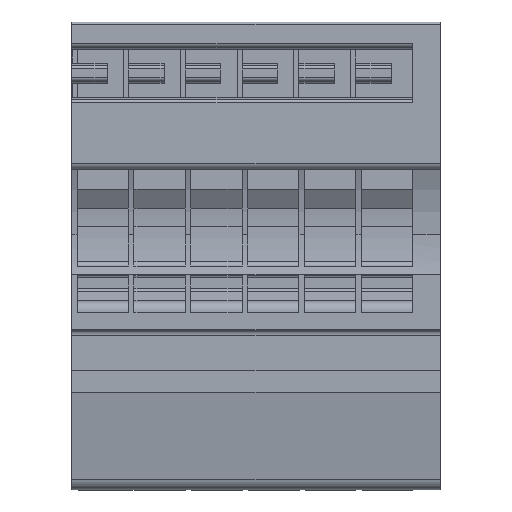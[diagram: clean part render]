
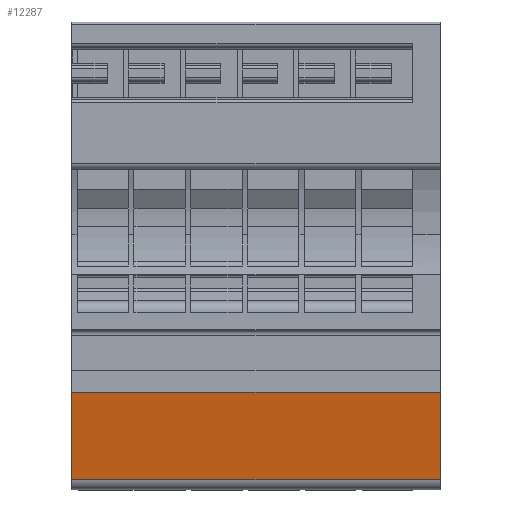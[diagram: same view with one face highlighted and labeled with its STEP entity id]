
A CAD part, front view. The second image highlights one B-rep face of the part: STEP entity #12287.
In plain terms, the highlighted planar face has unit normal (0, -0.985, -0.174).
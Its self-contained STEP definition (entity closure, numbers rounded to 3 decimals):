
#12274=AXIS2_PLACEMENT_3D('Plane Axis2P3D',#12271,#12272,#12273) ;
#2819=CARTESIAN_POINT('Vertex',(0.,3.083,0.909)) ;
#2822=CARTESIAN_POINT('Line Origine',(0.,2.391,4.83)) ;
#2826=CARTESIAN_POINT('Vertex',(0.,1.7,8.751)) ;
#3183=CARTESIAN_POINT('Vertex',(33.1,1.7,8.751)) ;
#3186=CARTESIAN_POINT('Line Origine',(33.1,2.391,4.83)) ;
#3190=CARTESIAN_POINT('Vertex',(33.1,3.083,0.909)) ;
#3389=CARTESIAN_POINT('Line Origine',(33.1,3.083,0.909)) ;
#12271=CARTESIAN_POINT('Axis2P3D Location',(33.1,1.7,8.751)) ;
#12276=CARTESIAN_POINT('Line Origine',(16.55,1.7,8.751)) ;
#2823=DIRECTION('Vector Direction',(0.,0.174,-0.985)) ;
#3187=DIRECTION('Vector Direction',(0.,0.174,-0.985)) ;
#3390=DIRECTION('Vector Direction',(1.,0.,0.)) ;
#12272=DIRECTION('Axis2P3D Direction',(-0.,0.985,0.174)) ;
#12273=DIRECTION('Axis2P3D XDirection',(0.,-0.174,0.985)) ;
#12277=DIRECTION('Vector Direction',(-1.,0.,0.)) ;
#2824=VECTOR('Line Direction',#2823,1.) ;
#3188=VECTOR('Line Direction',#3187,1.) ;
#3391=VECTOR('Line Direction',#3390,1.) ;
#12278=VECTOR('Line Direction',#12277,1.) ;
#12282=ORIENTED_EDGE('',*,*,#2828,.T.) ;
#12283=ORIENTED_EDGE('',*,*,#3393,.F.) ;
#12284=ORIENTED_EDGE('',*,*,#3192,.F.) ;
#12285=ORIENTED_EDGE('',*,*,#12280,.T.) ;
#12287=ADVANCED_FACE('V1',(#12286),#12275,.F.) ;
#2828=EDGE_CURVE('',#2827,#2820,#2825,.T.) ;
#3192=EDGE_CURVE('',#3184,#3191,#3189,.T.) ;
#3393=EDGE_CURVE('',#3191,#2820,#3392,.F.) ;
#12280=EDGE_CURVE('',#3184,#2827,#12279,.T.) ;
#12281=EDGE_LOOP('',(#12282,#12283,#12284,#12285)) ;
#12286=FACE_OUTER_BOUND('',#12281,.T.) ;
#2825=LINE('Line',#2822,#2824) ;
#3189=LINE('Line',#3186,#3188) ;
#3392=LINE('Line',#3389,#3391) ;
#12279=LINE('Line',#12276,#12278) ;
#12275=PLANE('',#12274) ;
#2820=VERTEX_POINT('',#2819) ;
#2827=VERTEX_POINT('',#2826) ;
#3184=VERTEX_POINT('',#3183) ;
#3191=VERTEX_POINT('',#3190) ;
